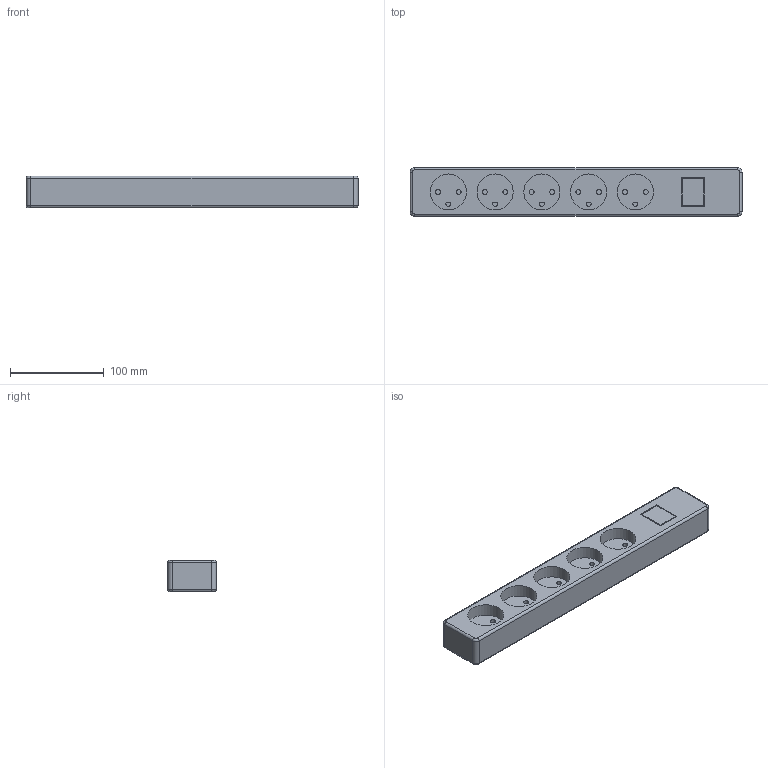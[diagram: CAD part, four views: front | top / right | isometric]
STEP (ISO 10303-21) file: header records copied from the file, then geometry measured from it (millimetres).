
FILE_DESCRIPTION(/* description */ (''),/* implementation_level */ '2;1');
FILE_NAME(/* name */ 'Power bar .step',/* time_stamp */ '2021-12-06T22:38:32+01:00',/* author */ (''),/* organization */ (''),/* preprocessor_version */ 'ST-DEVELOPER v18.1',/* originating_system */ 'Autodesk Translation Framework v10.10.0.1391',/* authorisation */ '');
FILE_SCHEMA (('AUTOMOTIVE_DESIGN { 1 0 10303 214 3 1 1 }'));
Length unit declared in the file: millimetre
Products named in the file (1): Power bar
Bounding box: 355 x 52.14 x 33.9 mm (x, y, z)
Volume: 543958.3 mm3; surface area: 72360.8 mm2
Topology: 1 solids, 1 shells, 81 faces, 155 edges, 98 vertices
Faces by surface type: plane 41, cylinder 32, bspline 8
Full cylindrical faces by diameter (mm): 5.3 x10, 38.5 x5
Entity records: 2125 total; most frequent: CARTESIAN_POINT 399, DIRECTION 375, ORIENTED_EDGE 310, EDGE_CURVE 155, AXIS2_PLACEMENT_3D 146, EDGE_LOOP 103, VERTEX_POINT 98, LINE 83
